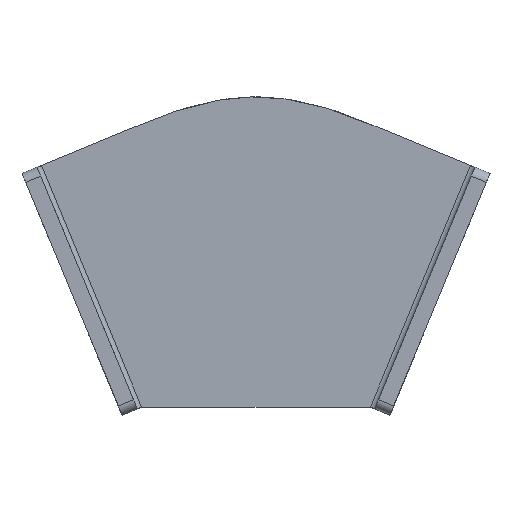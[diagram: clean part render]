
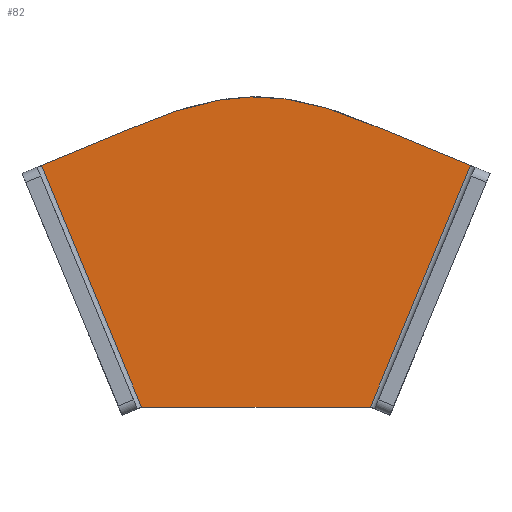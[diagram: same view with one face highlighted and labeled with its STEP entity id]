
A CAD part, top view. The second image highlights one B-rep face of the part: STEP entity #82.
In plain terms, the highlighted planar face has unit normal (0, 0, 1).
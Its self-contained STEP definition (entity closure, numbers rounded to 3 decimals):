
#2 = CARTESIAN_POINT ( 'NONE',  ( -13.05, 45., 0. ) ) ;
#18 = CARTESIAN_POINT ( 'NONE',  ( -15.571, 44.073, 0. ) ) ;
#36 = CARTESIAN_POINT ( 'NONE',  ( 12.451, 45.213, 0. ) ) ;
#51 = CARTESIAN_POINT ( 'NONE',  ( 18.128, 43.036, 0. ) ) ;
#53 = EDGE_CURVE ( 'NONE', #832, #274, #951, .T. ) ;
#75 = CARTESIAN_POINT ( 'NONE',  ( -9.675, 46.057, 0. ) ) ;
#82 = ADVANCED_FACE ( 'NONE', ( #1009 ), #918, .F. ) ;
#94 = CARTESIAN_POINT ( 'NONE',  ( -14.13, 44.611, 0. ) ) ;
#98 = VECTOR ( 'NONE', #983, 1000. ) ;
#103 = CARTESIAN_POINT ( 'NONE',  ( -17.118, 43.454, 0. ) ) ;
#109 = VERTEX_POINT ( 'NONE', #441 ) ;
#119 = EDGE_CURVE ( 'NONE', #109, #640, #1036, .T. ) ;
#134 = EDGE_CURVE ( 'NONE', #640, #832, #710, .T. ) ;
#135 = CARTESIAN_POINT ( 'NONE',  ( 15.547, 44.073, 0. ) ) ;
#144 = CARTESIAN_POINT ( 'NONE',  ( 9.869, 46.003, 0. ) ) ;
#147 = EDGE_LOOP ( 'NONE', ( #626, #462, #1027, #474, #564, #697 ) ) ;
#149 = CARTESIAN_POINT ( 'NONE',  ( 14.507, 44.471, 0. ) ) ;
#159 = CARTESIAN_POINT ( 'NONE',  ( -9.021, 46.233, 0. ) ) ;
#163 = CARTESIAN_POINT ( 'NONE',  ( -10.505, 45.826, 0. ) ) ;
#181 = DIRECTION ( 'NONE',  ( 0.383, -0.924, 0. ) ) ;
#206 = CARTESIAN_POINT ( 'NONE',  ( 10.438, 45.84, 0. ) ) ;
#213 = CARTESIAN_POINT ( 'NONE',  ( 15., 44.284, 0. ) ) ;
#220 = AXIS2_PLACEMENT_3D ( 'NONE', #424, #347, #588 ) ;
#236 = CARTESIAN_POINT ( 'NONE',  ( -3.911, 47.28, 0. ) ) ;
#247 = CARTESIAN_POINT ( 'NONE',  ( -14.312, 44.543, 0. ) ) ;
#248 = VECTOR ( 'NONE', #732, 1000. ) ;
#254 = CARTESIAN_POINT ( 'NONE',  ( -14.489, 44.477, 0. ) ) ;
#271 = VECTOR ( 'NONE', #181, 1000. ) ;
#274 = VERTEX_POINT ( 'NONE', #751 ) ;
#311 = CARTESIAN_POINT ( 'NONE',  ( 14.623, 44.427, 0. ) ) ;
#313 = CARTESIAN_POINT ( 'NONE',  ( -32.807, 36.955, 0. ) ) ;
#323 = CARTESIAN_POINT ( 'NONE',  ( -9.581, 46.083, 0. ) ) ;
#347 = DIRECTION ( 'NONE',  ( 0., 0., -1. ) ) ;
#356 = CARTESIAN_POINT ( 'NONE',  ( 0., 50.544, 0. ) ) ;
#364 = CARTESIAN_POINT ( 'NONE',  ( 11.098, 45.643, 0. ) ) ;
#378 = CARTESIAN_POINT ( 'NONE',  ( 32.807, 36.955, 0. ) ) ;
#379 = CARTESIAN_POINT ( 'NONE',  ( 14.519, 44.466, 0. ) ) ;
#392 = CARTESIAN_POINT ( 'NONE',  ( 17.5, 0., 0. ) ) ;
#409 = CARTESIAN_POINT ( 'NONE',  ( -14.472, 44.484, 0. ) ) ;
#424 = CARTESIAN_POINT ( 'NONE',  ( 0., 0., 0. ) ) ;
#441 = CARTESIAN_POINT ( 'NONE',  ( 17.5, 0., 0. ) ) ;
#457 = CARTESIAN_POINT ( 'NONE',  ( 9.835, 46.012, 0. ) ) ;
#462 = ORIENTED_EDGE ( 'NONE', *, *, #53, .T. ) ;
#474 = ORIENTED_EDGE ( 'NONE', *, *, #642, .T. ) ;
#477 = CARTESIAN_POINT ( 'NONE',  ( 8.086, 46.5, 0. ) ) ;
#480 = LINE ( 'NONE', #313, #98 ) ;
#484 = CARTESIAN_POINT ( 'NONE',  ( 9.802, 46.021, 0. ) ) ;
#490 = CARTESIAN_POINT ( 'NONE',  ( -14.45, 44.492, 0. ) ) ;
#500 = LINE ( 'NONE', #1070, #271 ) ;
#525 = DIRECTION ( 'NONE',  ( 0.383, 0.924, 0. ) ) ;
#535 = CARTESIAN_POINT ( 'NONE',  ( 9.95, 45.98, 0. ) ) ;
#546 = CARTESIAN_POINT ( 'NONE',  ( 16.795, 43.58, 0. ) ) ;
#547 = LINE ( 'NONE', #392, #248 ) ;
#554 = EDGE_CURVE ( 'NONE', #274, #1055, #480, .T. ) ;
#562 = CARTESIAN_POINT ( 'NONE',  ( -8.278, 46.422, 0. ) ) ;
#564 = ORIENTED_EDGE ( 'NONE', *, *, #939, .T. ) ;
#568 = CARTESIAN_POINT ( 'NONE',  ( -9.741, 46.038, 0. ) ) ;
#579 = CARTESIAN_POINT ( 'NONE',  ( -19.134, 42.619, 0. ) ) ;
#588 = DIRECTION ( 'NONE',  ( -1., 0., 0. ) ) ;
#605 = DIRECTION ( 'NONE',  ( -0.924, 0.383, 0. ) ) ;
#614 = CARTESIAN_POINT ( 'NONE',  ( 19.134, 42.619, 0. ) ) ;
#618 = CARTESIAN_POINT ( 'NONE',  ( -32.807, 36.955, 0. ) ) ;
#621 = CARTESIAN_POINT ( 'NONE',  ( 14.563, 44.45, 0. ) ) ;
#626 = ORIENTED_EDGE ( 'NONE', *, *, #134, .T. ) ;
#640 = VERTEX_POINT ( 'NONE', #675 ) ;
#641 = CARTESIAN_POINT ( 'NONE',  ( 2.779, 47.348, 0. ) ) ;
#642 = EDGE_CURVE ( 'NONE', #1055, #956, #500, .T. ) ;
#651 = VECTOR ( 'NONE', #605, 1000. ) ;
#652 = CARTESIAN_POINT ( 'NONE',  ( 0.426, 47.454, 0. ) ) ;
#660 = CARTESIAN_POINT ( 'NONE',  ( 5.589, 47.035, 0. ) ) ;
#672 = CARTESIAN_POINT ( 'NONE',  ( -14.482, 44.48, 0. ) ) ;
#675 = CARTESIAN_POINT ( 'NONE',  ( 32.807, 36.955, 0. ) ) ;
#697 = ORIENTED_EDGE ( 'NONE', *, *, #119, .T. ) ;
#710 = LINE ( 'NONE', #356, #651 ) ;
#721 = CARTESIAN_POINT ( 'NONE',  ( 0.813, 47.446, 0. ) ) ;
#732 = DIRECTION ( 'NONE',  ( 1., 0., 0. ) ) ;
#736 = CARTESIAN_POINT ( 'NONE',  ( -6.805, 46.76, 0. ) ) ;
#744 = CARTESIAN_POINT ( 'NONE',  ( -11.649, 45.478, 0. ) ) ;
#751 = CARTESIAN_POINT ( 'NONE',  ( -19.134, 42.619, 0. ) ) ;
#763 = VECTOR ( 'NONE', #525, 1000. ) ;
#781 = CARTESIAN_POINT ( 'NONE',  ( 14.512, 44.469, 0. ) ) ;
#794 = CARTESIAN_POINT ( 'NONE',  ( 14.534, 44.461, 0. ) ) ;
#814 = CARTESIAN_POINT ( 'NONE',  ( -9.394, 46.133, 0. ) ) ;
#818 = CARTESIAN_POINT ( 'NONE',  ( 1.597, 47.416, 0. ) ) ;
#827 = CARTESIAN_POINT ( 'NONE',  ( -14.493, 44.476, 0. ) ) ;
#832 = VERTEX_POINT ( 'NONE', #1011 ) ;
#849 = CARTESIAN_POINT ( 'NONE',  ( -14.404, 44.509, 0. ) ) ;
#889 = CARTESIAN_POINT ( 'NONE',  ( -17.5, 0., 0. ) ) ;
#893 = CARTESIAN_POINT ( 'NONE',  ( 9.812, 46.019, 0. ) ) ;
#901 = CARTESIAN_POINT ( 'NONE',  ( -9.757, 46.034, 0. ) ) ;
#918 = PLANE ( 'NONE',  #220 ) ;
#939 = EDGE_CURVE ( 'NONE', #956, #109, #547, .T. ) ;
#946 = CARTESIAN_POINT ( 'NONE',  ( 14.745, 44.381, 0. ) ) ;
#951 = B_SPLINE_CURVE_WITH_KNOTS ( 'NONE', 3,
 ( #614, #51, #546, #135, #213, #946, #311, #621, #794, #379, #781, #972, #149, #1045, #36, #364, #206, #958, #535, #144, #457, #893, #484, #477, #660, #641, #818, #721, #652, #980, #236, #736, #562, #159, #814, #323, #75, #985, #568, #901, #163, #744, #2, #1001, #94, #247, #849, #490, #409, #672, #254, #827, #18, #103, #579 ),
 .UNSPECIFIED., .F., .F.,
 ( 4, 1, 1, 1, 1, 1, 1, 1, 1, 2, 2, 1, 1, 1, 1, 1, 1, 2, 2, 1, 1, 2, 2, 1, 1, 1, 1, 1, 1, 1, 2, 2, 1, 1, 1, 1, 1, 1, 1, 1, 2, 2, 4 ),
 ( 0., 0.062, 0.094, 0.109, 0.117, 0.121, 0.123, 0.124, 0.125, 0.125, 0.125, 0.187, 0.219, 0.234, 0.242, 0.246, 0.248, 0.249, 0.25, 0.375, 0.437, 0.469, 0.5, 0.625, 0.687, 0.719, 0.734, 0.742, 0.746, 0.748, 0.749, 0.75, 0.812, 0.844, 0.859, 0.867, 0.871, 0.873, 0.874, 0.875, 0.875, 0.875, 1. ),
 .UNSPECIFIED. ) ;
#956 = VERTEX_POINT ( 'NONE', #889 ) ;
#958 = CARTESIAN_POINT ( 'NONE',  ( 10.112, 45.934, 0. ) ) ;
#972 = CARTESIAN_POINT ( 'NONE',  ( 14.508, 44.47, 0. ) ) ;
#980 = CARTESIAN_POINT ( 'NONE',  ( -1.519, 47.457, 0. ) ) ;
#983 = DIRECTION ( 'NONE',  ( -0.924, -0.383, 0. ) ) ;
#985 = CARTESIAN_POINT ( 'NONE',  ( -9.715, 46.046, 0. ) ) ;
#1001 = CARTESIAN_POINT ( 'NONE',  ( -13.767, 44.743, 0. ) ) ;
#1009 = FACE_OUTER_BOUND ( 'NONE', #147, .T. ) ;
#1011 = CARTESIAN_POINT ( 'NONE',  ( 19.134, 42.619, 0. ) ) ;
#1027 = ORIENTED_EDGE ( 'NONE', *, *, #554, .T. ) ;
#1036 = LINE ( 'NONE', #378, #763 ) ;
#1045 = CARTESIAN_POINT ( 'NONE',  ( 13.668, 44.785, 0. ) ) ;
#1055 = VERTEX_POINT ( 'NONE', #618 ) ;
#1070 = CARTESIAN_POINT ( 'NONE',  ( -17.5, 0., 0. ) ) ;
